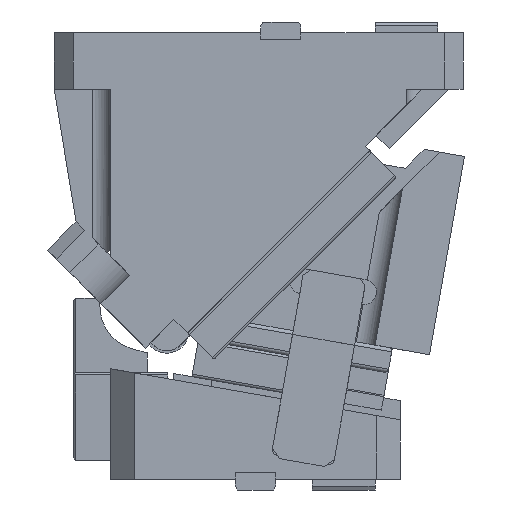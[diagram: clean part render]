
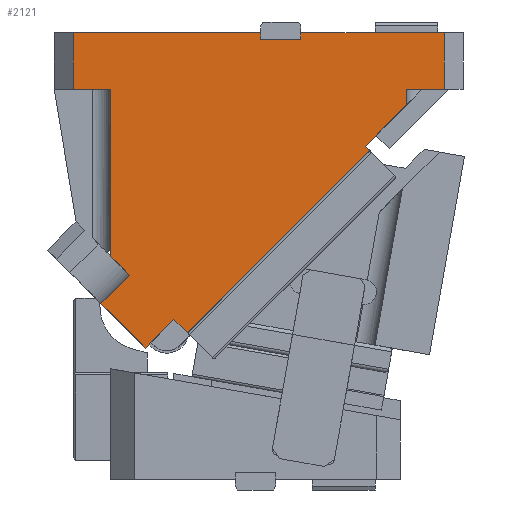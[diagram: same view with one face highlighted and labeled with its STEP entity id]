
A CAD part, front view. The second image highlights one B-rep face of the part: STEP entity #2121.
In plain terms, the highlighted planar face has unit normal (0, -1, 0).
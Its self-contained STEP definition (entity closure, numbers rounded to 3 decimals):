
#217=CARTESIAN_POINT('Line Origine',(250.,-45.,310.)) ;
#221=CARTESIAN_POINT('Vertex',(265.,-45.,310.)) ;
#223=CARTESIAN_POINT('Vertex',(235.,-45.,310.)) ;
#847=CARTESIAN_POINT('Vertex',(27.439,-45.,104.331)) ;
#850=CARTESIAN_POINT('Line Origine',(9.761,-45.,122.009)) ;
#854=CARTESIAN_POINT('Vertex',(-7.916,-45.,139.686)) ;
#1424=CARTESIAN_POINT('Vertex',(-30.,-45.,355.)) ;
#1427=CARTESIAN_POINT('Line Origine',(44.5,-45.,355.)) ;
#1431=CARTESIAN_POINT('Vertex',(119.,-45.,355.)) ;
#1501=CARTESIAN_POINT('Vertex',(151.,-45.,355.)) ;
#1504=CARTESIAN_POINT('Line Origine',(208.,-45.,355.)) ;
#1508=CARTESIAN_POINT('Vertex',(265.,-45.,355.)) ;
#1998=CARTESIAN_POINT('Axis2P3D Location',(117.5,-45.,235.676)) ;
#2003=CARTESIAN_POINT('Line Origine',(265.,-45.,332.5)) ;
#2008=CARTESIAN_POINT('Line Origine',(151.,-45.,352.25)) ;
#2012=CARTESIAN_POINT('Vertex',(151.,-45.,349.5)) ;
#2015=CARTESIAN_POINT('Line Origine',(135.,-45.,349.5)) ;
#2019=CARTESIAN_POINT('Vertex',(119.,-45.,349.5)) ;
#2022=CARTESIAN_POINT('Line Origine',(119.,-45.,352.25)) ;
#2027=CARTESIAN_POINT('Line Origine',(-30.,-45.,332.5)) ;
#2031=CARTESIAN_POINT('Vertex',(-30.,-45.,310.)) ;
#2034=CARTESIAN_POINT('Line Origine',(-15.,-45.,310.)) ;
#2038=CARTESIAN_POINT('Vertex',(0.,-45.,310.)) ;
#2041=CARTESIAN_POINT('Line Origine',(0.,-45.,243.512)) ;
#2045=CARTESIAN_POINT('Vertex',(0.,-45.,177.024)) ;
#2048=CARTESIAN_POINT('Line Origine',(7.355,-45.,169.669)) ;
#2052=CARTESIAN_POINT('Vertex',(14.711,-45.,162.313)) ;
#2055=CARTESIAN_POINT('Line Origine',(3.397,-45.,151.)) ;
#2060=CARTESIAN_POINT('Line Origine',(38.753,-45.,115.645)) ;
#2064=CARTESIAN_POINT('Vertex',(50.066,-45.,126.958)) ;
#2067=CARTESIAN_POINT('Line Origine',(55.37,-45.,121.655)) ;
#2071=CARTESIAN_POINT('Vertex',(60.673,-45.,116.351)) ;
#2074=CARTESIAN_POINT('Line Origine',(133.151,-45.,188.83)) ;
#2078=CARTESIAN_POINT('Vertex',(205.63,-45.,261.308)) ;
#2081=CARTESIAN_POINT('Line Origine',(203.862,-45.,263.076)) ;
#2085=CARTESIAN_POINT('Vertex',(202.094,-45.,264.844)) ;
#2088=CARTESIAN_POINT('Line Origine',(218.547,-45.,281.297)) ;
#2092=CARTESIAN_POINT('Vertex',(235.,-45.,297.75)) ;
#2095=CARTESIAN_POINT('Line Origine',(235.,-45.,303.875)) ;
#218=DIRECTION('Vector Direction',(-1.,0.,0.)) ;
#851=DIRECTION('Vector Direction',(0.707,0.,-0.707)) ;
#1428=DIRECTION('Vector Direction',(-1.,0.,0.)) ;
#1505=DIRECTION('Vector Direction',(-1.,0.,0.)) ;
#1999=DIRECTION('Axis2P3D Direction',(0.,1.,-0.)) ;
#2000=DIRECTION('Axis2P3D XDirection',(-1.,0.,0.)) ;
#2004=DIRECTION('Vector Direction',(0.,0.,-1.)) ;
#2009=DIRECTION('Vector Direction',(0.,0.,-1.)) ;
#2016=DIRECTION('Vector Direction',(1.,0.,0.)) ;
#2023=DIRECTION('Vector Direction',(0.,0.,1.)) ;
#2028=DIRECTION('Vector Direction',(0.,0.,1.)) ;
#2035=DIRECTION('Vector Direction',(-1.,0.,0.)) ;
#2042=DIRECTION('Vector Direction',(0.,0.,1.)) ;
#2049=DIRECTION('Vector Direction',(-0.707,0.,0.707)) ;
#2056=DIRECTION('Vector Direction',(0.707,0.,0.707)) ;
#2061=DIRECTION('Vector Direction',(-0.707,0.,-0.707)) ;
#2068=DIRECTION('Vector Direction',(-0.707,0.,0.707)) ;
#2075=DIRECTION('Vector Direction',(0.707,0.,0.707)) ;
#2082=DIRECTION('Vector Direction',(0.707,0.,-0.707)) ;
#2089=DIRECTION('Vector Direction',(0.707,0.,0.707)) ;
#2096=DIRECTION('Vector Direction',(0.,0.,-1.)) ;
#2001=AXIS2_PLACEMENT_3D('Plane Axis2P3D',#1998,#1999,#2000) ;
#2101=ORIENTED_EDGE('',*,*,#2007,.F.) ;
#2102=ORIENTED_EDGE('',*,*,#1510,.T.) ;
#2103=ORIENTED_EDGE('',*,*,#2014,.T.) ;
#2104=ORIENTED_EDGE('',*,*,#2021,.F.) ;
#2105=ORIENTED_EDGE('',*,*,#2026,.T.) ;
#2106=ORIENTED_EDGE('',*,*,#1433,.T.) ;
#2107=ORIENTED_EDGE('',*,*,#2033,.F.) ;
#2108=ORIENTED_EDGE('',*,*,#2040,.F.) ;
#2109=ORIENTED_EDGE('',*,*,#2047,.F.) ;
#2110=ORIENTED_EDGE('',*,*,#2054,.T.) ;
#2111=ORIENTED_EDGE('',*,*,#2059,.F.) ;
#2112=ORIENTED_EDGE('',*,*,#856,.T.) ;
#2113=ORIENTED_EDGE('',*,*,#2066,.F.) ;
#2114=ORIENTED_EDGE('',*,*,#2073,.T.) ;
#2115=ORIENTED_EDGE('',*,*,#2080,.T.) ;
#2116=ORIENTED_EDGE('',*,*,#2087,.F.) ;
#2117=ORIENTED_EDGE('',*,*,#2094,.T.) ;
#2118=ORIENTED_EDGE('',*,*,#2099,.F.) ;
#2119=ORIENTED_EDGE('',*,*,#225,.F.) ;
#219=VECTOR('Line Direction',#218,1.) ;
#852=VECTOR('Line Direction',#851,1.) ;
#1429=VECTOR('Line Direction',#1428,1.) ;
#1506=VECTOR('Line Direction',#1505,1.) ;
#2005=VECTOR('Line Direction',#2004,1.) ;
#2010=VECTOR('Line Direction',#2009,1.) ;
#2017=VECTOR('Line Direction',#2016,1.) ;
#2024=VECTOR('Line Direction',#2023,1.) ;
#2029=VECTOR('Line Direction',#2028,1.) ;
#2036=VECTOR('Line Direction',#2035,1.) ;
#2043=VECTOR('Line Direction',#2042,1.) ;
#2050=VECTOR('Line Direction',#2049,1.) ;
#2057=VECTOR('Line Direction',#2056,1.) ;
#2062=VECTOR('Line Direction',#2061,1.) ;
#2069=VECTOR('Line Direction',#2068,1.) ;
#2076=VECTOR('Line Direction',#2075,1.) ;
#2083=VECTOR('Line Direction',#2082,1.) ;
#2090=VECTOR('Line Direction',#2089,1.) ;
#2097=VECTOR('Line Direction',#2096,1.) ;
#2121=ADVANCED_FACE('CAM HOLDER',(#2120),#2002,.F.) ;
#225=EDGE_CURVE('',#222,#224,#220,.T.) ;
#856=EDGE_CURVE('',#855,#848,#853,.T.) ;
#1433=EDGE_CURVE('',#1432,#1425,#1430,.T.) ;
#1510=EDGE_CURVE('',#1509,#1502,#1507,.T.) ;
#2007=EDGE_CURVE('',#1509,#222,#2006,.T.) ;
#2014=EDGE_CURVE('',#1502,#2013,#2011,.T.) ;
#2021=EDGE_CURVE('',#2020,#2013,#2018,.T.) ;
#2026=EDGE_CURVE('',#2020,#1432,#2025,.T.) ;
#2033=EDGE_CURVE('',#2032,#1425,#2030,.T.) ;
#2040=EDGE_CURVE('',#2039,#2032,#2037,.T.) ;
#2047=EDGE_CURVE('',#2046,#2039,#2044,.T.) ;
#2054=EDGE_CURVE('',#2046,#2053,#2051,.F.) ;
#2059=EDGE_CURVE('',#855,#2053,#2058,.T.) ;
#2066=EDGE_CURVE('',#2065,#848,#2063,.T.) ;
#2073=EDGE_CURVE('',#2065,#2072,#2070,.F.) ;
#2080=EDGE_CURVE('',#2072,#2079,#2077,.T.) ;
#2087=EDGE_CURVE('',#2086,#2079,#2084,.T.) ;
#2094=EDGE_CURVE('',#2086,#2093,#2091,.T.) ;
#2099=EDGE_CURVE('',#224,#2093,#2098,.T.) ;
#2100=EDGE_LOOP('',(#2101,#2102,#2103,#2104,#2105,#2106,#2107,#2108,#2109,#2110,#2111,#2112,#2113,#2114,#2115,#2116,#2117,#2118,#2119)) ;
#2120=FACE_OUTER_BOUND('',#2100,.T.) ;
#220=LINE('Line',#217,#219) ;
#853=LINE('Line',#850,#852) ;
#1430=LINE('Line',#1427,#1429) ;
#1507=LINE('Line',#1504,#1506) ;
#2006=LINE('Line',#2003,#2005) ;
#2011=LINE('Line',#2008,#2010) ;
#2018=LINE('Line',#2015,#2017) ;
#2025=LINE('Line',#2022,#2024) ;
#2030=LINE('Line',#2027,#2029) ;
#2037=LINE('Line',#2034,#2036) ;
#2044=LINE('Line',#2041,#2043) ;
#2051=LINE('Line',#2048,#2050) ;
#2058=LINE('Line',#2055,#2057) ;
#2063=LINE('Line',#2060,#2062) ;
#2070=LINE('Line',#2067,#2069) ;
#2077=LINE('Line',#2074,#2076) ;
#2084=LINE('Line',#2081,#2083) ;
#2091=LINE('Line',#2088,#2090) ;
#2098=LINE('Line',#2095,#2097) ;
#2002=PLANE('Plane',#2001) ;
#222=VERTEX_POINT('',#221) ;
#224=VERTEX_POINT('',#223) ;
#848=VERTEX_POINT('',#847) ;
#855=VERTEX_POINT('',#854) ;
#1425=VERTEX_POINT('',#1424) ;
#1432=VERTEX_POINT('',#1431) ;
#1502=VERTEX_POINT('',#1501) ;
#1509=VERTEX_POINT('',#1508) ;
#2013=VERTEX_POINT('',#2012) ;
#2020=VERTEX_POINT('',#2019) ;
#2032=VERTEX_POINT('',#2031) ;
#2039=VERTEX_POINT('',#2038) ;
#2046=VERTEX_POINT('',#2045) ;
#2053=VERTEX_POINT('',#2052) ;
#2065=VERTEX_POINT('',#2064) ;
#2072=VERTEX_POINT('',#2071) ;
#2079=VERTEX_POINT('',#2078) ;
#2086=VERTEX_POINT('',#2085) ;
#2093=VERTEX_POINT('',#2092) ;
